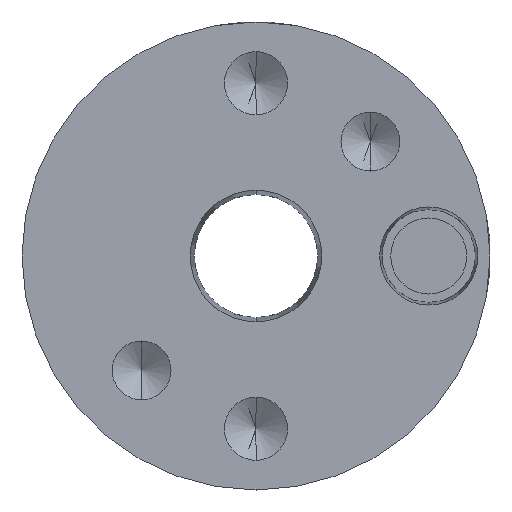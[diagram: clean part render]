
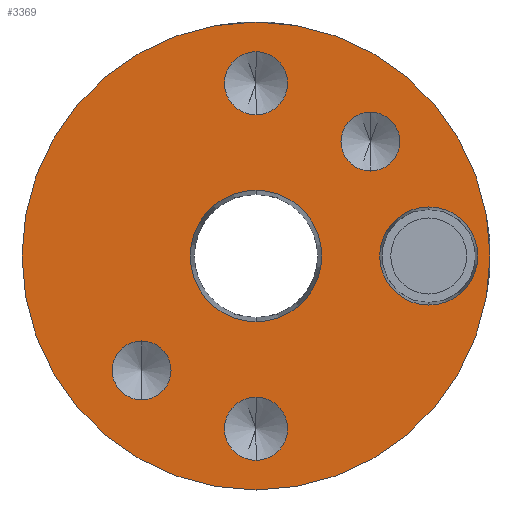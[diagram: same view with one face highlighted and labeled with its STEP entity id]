
A CAD part, front view. The second image highlights one B-rep face of the part: STEP entity #3369.
In plain terms, the highlighted planar face has unit normal (0, -1, 0).
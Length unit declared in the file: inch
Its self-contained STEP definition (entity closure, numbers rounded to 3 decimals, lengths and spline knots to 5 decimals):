
#6 = DIRECTION ( 'NONE',  ( 0., 0., -1. ) ) ;
#10 = DIRECTION ( 'NONE',  ( 0., -1., 0. ) ) ;
#12 = ORIENTED_EDGE ( 'NONE', *, *, #4977, .F. ) ;
#17 = ORIENTED_EDGE ( 'NONE', *, *, #2182, .F. ) ;
#22 = CARTESIAN_POINT ( 'NONE',  ( 0., 0., 0. ) ) ;
#49 = CARTESIAN_POINT ( 'NONE',  ( -0.36416, 0., -0.36416 ) ) ;
#100 = EDGE_LOOP ( 'NONE', ( #1229, #12 ) ) ;
#196 = AXIS2_PLACEMENT_3D ( 'NONE', #4506, #4955, #4902 ) ;
#263 = CIRCLE ( 'NONE', #1266, 0.09375 ) ;
#327 = ORIENTED_EDGE ( 'NONE', *, *, #4551, .F. ) ;
#338 = VERTEX_POINT ( 'NONE', #4853 ) ;
#435 = CIRCLE ( 'NONE', #3364, 0.09375 ) ;
#456 = CARTESIAN_POINT ( 'NONE',  ( 0.36416, 0., 0.45791 ) ) ;
#471 = FACE_BOUND ( 'NONE', #686, .T. ) ;
#609 = DIRECTION ( 'NONE',  ( 0., 0., -1. ) ) ;
#640 = CARTESIAN_POINT ( 'NONE',  ( 0., 0., 0.55 ) ) ;
#673 = CIRCLE ( 'NONE', #3350, 0.1005 ) ;
#686 = EDGE_LOOP ( 'NONE', ( #3601, #2149 ) ) ;
#759 = DIRECTION ( 'NONE',  ( 0., -1., 0. ) ) ;
#773 = DIRECTION ( 'NONE',  ( 0., -1., 0. ) ) ;
#813 = DIRECTION ( 'NONE',  ( 0., -1., 0. ) ) ;
#902 = PLANE ( 'NONE',  #4397 ) ;
#1039 = AXIS2_PLACEMENT_3D ( 'NONE', #2575, #2630, #4178 ) ;
#1093 = CARTESIAN_POINT ( 'NONE',  ( 0.55, 0., 0. ) ) ;
#1171 = EDGE_CURVE ( 'NONE', #3192, #4998, #2030, .T. ) ;
#1173 = DIRECTION ( 'NONE',  ( 0., 1., 0. ) ) ;
#1221 = DIRECTION ( 'NONE',  ( 0., -1., 0. ) ) ;
#1229 = ORIENTED_EDGE ( 'NONE', *, *, #5040, .F. ) ;
#1242 = DIRECTION ( 'NONE',  ( 0., -1., 0. ) ) ;
#1245 = CARTESIAN_POINT ( 'NONE',  ( 0., 0., -0.4495 ) ) ;
#1254 = DIRECTION ( 'NONE',  ( 0., -1., 0. ) ) ;
#1266 = AXIS2_PLACEMENT_3D ( 'NONE', #49, #1576, #6 ) ;
#1371 = CARTESIAN_POINT ( 'NONE',  ( 0.55, 0., -0.15625 ) ) ;
#1426 = VERTEX_POINT ( 'NONE', #1892 ) ;
#1474 = DIRECTION ( 'NONE',  ( 0., 0., 1. ) ) ;
#1475 = CIRCLE ( 'NONE', #4771, 0.745 ) ;
#1576 = DIRECTION ( 'NONE',  ( 0., -1., 0. ) ) ;
#1594 = DIRECTION ( 'NONE',  ( 0., 1., 0. ) ) ;
#1626 = DIRECTION ( 'NONE',  ( 0., 0., -1. ) ) ;
#1639 = CIRCLE ( 'NONE', #4585, 0.20931 ) ;
#1677 = AXIS2_PLACEMENT_3D ( 'NONE', #3226, #10, #3252 ) ;
#1686 = EDGE_LOOP ( 'NONE', ( #3877, #5136 ) ) ;
#1712 = EDGE_CURVE ( 'NONE', #4092, #2281, #1968, .T. ) ;
#1750 = VERTEX_POINT ( 'NONE', #456 ) ;
#1760 = CARTESIAN_POINT ( 'NONE',  ( 0., 0., 0.20931 ) ) ;
#1778 = CARTESIAN_POINT ( 'NONE',  ( 0., 0., 0.4495 ) ) ;
#1855 = VERTEX_POINT ( 'NONE', #1245 ) ;
#1892 = CARTESIAN_POINT ( 'NONE',  ( 0., 0., -0.6505 ) ) ;
#1944 = EDGE_CURVE ( 'NONE', #1426, #1855, #2592, .T. ) ;
#1968 = CIRCLE ( 'NONE', #3477, 0.20931 ) ;
#2003 = VERTEX_POINT ( 'NONE', #1778 ) ;
#2030 = CIRCLE ( 'NONE', #196, 0.15625 ) ;
#2043 = CIRCLE ( 'NONE', #1039, 0.1005 ) ;
#2069 = EDGE_CURVE ( 'NONE', #1855, #1426, #673, .T. ) ;
#2071 = FACE_OUTER_BOUND ( 'NONE', #2124, .T. ) ;
#2124 = EDGE_LOOP ( 'NONE', ( #327, #2583 ) ) ;
#2149 = ORIENTED_EDGE ( 'NONE', *, *, #1171, .F. ) ;
#2182 = EDGE_CURVE ( 'NONE', #4202, #338, #263, .T. ) ;
#2279 = DIRECTION ( 'NONE',  ( 0., 0., -1. ) ) ;
#2281 = VERTEX_POINT ( 'NONE', #2975 ) ;
#2309 = CIRCLE ( 'NONE', #3131, 0.09375 ) ;
#2516 = CARTESIAN_POINT ( 'NONE',  ( 0., 0., 0. ) ) ;
#2575 = CARTESIAN_POINT ( 'NONE',  ( 0., 0., 0.55 ) ) ;
#2583 = ORIENTED_EDGE ( 'NONE', *, *, #3813, .F. ) ;
#2592 = CIRCLE ( 'NONE', #1677, 0.1005 ) ;
#2616 = CIRCLE ( 'NONE', #2697, 0.09375 ) ;
#2630 = DIRECTION ( 'NONE',  ( 0., -1., 0. ) ) ;
#2671 = VERTEX_POINT ( 'NONE', #4207 ) ;
#2675 = DIRECTION ( 'NONE',  ( 0., 0., -1. ) ) ;
#2697 = AXIS2_PLACEMENT_3D ( 'NONE', #4836, #1254, #4025 ) ;
#2750 = EDGE_LOOP ( 'NONE', ( #4413, #3216 ) ) ;
#2813 = FACE_BOUND ( 'NONE', #2856, .T. ) ;
#2856 = EDGE_LOOP ( 'NONE', ( #3153, #4941 ) ) ;
#2875 = AXIS2_PLACEMENT_3D ( 'NONE', #22, #1594, #3923 ) ;
#2881 = AXIS2_PLACEMENT_3D ( 'NONE', #640, #5062, #609 ) ;
#2975 = CARTESIAN_POINT ( 'NONE',  ( 0., 0., -0.20931 ) ) ;
#3018 = VERTEX_POINT ( 'NONE', #4138 ) ;
#3119 = DIRECTION ( 'NONE',  ( 0., 0., -1. ) ) ;
#3131 = AXIS2_PLACEMENT_3D ( 'NONE', #5149, #773, #3892 ) ;
#3135 = CARTESIAN_POINT ( 'NONE',  ( 0., 0., 0.745 ) ) ;
#3139 = DIRECTION ( 'NONE',  ( 0., -1., 0. ) ) ;
#3153 = ORIENTED_EDGE ( 'NONE', *, *, #1944, .F. ) ;
#3192 = VERTEX_POINT ( 'NONE', #3454 ) ;
#3202 = EDGE_CURVE ( 'NONE', #1750, #5184, #2616, .T. ) ;
#3216 = ORIENTED_EDGE ( 'NONE', *, *, #1712, .F. ) ;
#3226 = CARTESIAN_POINT ( 'NONE',  ( 0., 0., -0.55 ) ) ;
#3231 = DIRECTION ( 'NONE',  ( 0., 0., -1. ) ) ;
#3237 = DIRECTION ( 'NONE',  ( 0., 0., -1. ) ) ;
#3252 = DIRECTION ( 'NONE',  ( 0., 0., -1. ) ) ;
#3350 = AXIS2_PLACEMENT_3D ( 'NONE', #4250, #3139, #2279 ) ;
#3364 = AXIS2_PLACEMENT_3D ( 'NONE', #3485, #4696, #2675 ) ;
#3369 = ADVANCED_FACE ( 'NONE', ( #4070, #4474, #3699, #2813, #471, #4502, #2071 ), #902, .T. ) ;
#3454 = CARTESIAN_POINT ( 'NONE',  ( 0.55, 0., 0.15625 ) ) ;
#3475 = EDGE_CURVE ( 'NONE', #338, #4202, #435, .T. ) ;
#3477 = AXIS2_PLACEMENT_3D ( 'NONE', #4418, #813, #1626 ) ;
#3485 = CARTESIAN_POINT ( 'NONE',  ( -0.36416, 0., -0.36416 ) ) ;
#3555 = EDGE_LOOP ( 'NONE', ( #17, #4470 ) ) ;
#3601 = ORIENTED_EDGE ( 'NONE', *, *, #4492, .F. ) ;
#3699 = FACE_BOUND ( 'NONE', #100, .T. ) ;
#3813 = EDGE_CURVE ( 'NONE', #2671, #3845, #4224, .T. ) ;
#3817 = CIRCLE ( 'NONE', #2881, 0.1005 ) ;
#3845 = VERTEX_POINT ( 'NONE', #3135 ) ;
#3877 = ORIENTED_EDGE ( 'NONE', *, *, #4027, .F. ) ;
#3892 = DIRECTION ( 'NONE',  ( 0., 0., -1. ) ) ;
#3923 = DIRECTION ( 'NONE',  ( 0., 0., 1. ) ) ;
#4025 = DIRECTION ( 'NONE',  ( 0., 0., -1. ) ) ;
#4027 = EDGE_CURVE ( 'NONE', #5184, #1750, #2309, .T. ) ;
#4070 = FACE_BOUND ( 'NONE', #3555, .T. ) ;
#4092 = VERTEX_POINT ( 'NONE', #1760 ) ;
#4138 = CARTESIAN_POINT ( 'NONE',  ( 0., 0., 0.6505 ) ) ;
#4178 = DIRECTION ( 'NONE',  ( 0., 0., -1. ) ) ;
#4202 = VERTEX_POINT ( 'NONE', #5097 ) ;
#4207 = CARTESIAN_POINT ( 'NONE',  ( 0., 0., -0.745 ) ) ;
#4224 = CIRCLE ( 'NONE', #2875, 0.745 ) ;
#4250 = CARTESIAN_POINT ( 'NONE',  ( 0., 0., -0.55 ) ) ;
#4299 = CARTESIAN_POINT ( 'NONE',  ( 0.36416, 0., 0.27041 ) ) ;
#4302 = EDGE_CURVE ( 'NONE', #2281, #4092, #1639, .T. ) ;
#4397 = AXIS2_PLACEMENT_3D ( 'NONE', #4824, #1221, #3237 ) ;
#4413 = ORIENTED_EDGE ( 'NONE', *, *, #4302, .F. ) ;
#4418 = CARTESIAN_POINT ( 'NONE',  ( 0., 0., 0. ) ) ;
#4470 = ORIENTED_EDGE ( 'NONE', *, *, #3475, .F. ) ;
#4474 = FACE_BOUND ( 'NONE', #1686, .T. ) ;
#4492 = EDGE_CURVE ( 'NONE', #4998, #3192, #4840, .T. ) ;
#4494 = AXIS2_PLACEMENT_3D ( 'NONE', #1093, #759, #3119 ) ;
#4502 = FACE_BOUND ( 'NONE', #2750, .T. ) ;
#4506 = CARTESIAN_POINT ( 'NONE',  ( 0.55, 0., 0. ) ) ;
#4551 = EDGE_CURVE ( 'NONE', #3845, #2671, #1475, .T. ) ;
#4585 = AXIS2_PLACEMENT_3D ( 'NONE', #2516, #1242, #3231 ) ;
#4696 = DIRECTION ( 'NONE',  ( 0., -1., 0. ) ) ;
#4771 = AXIS2_PLACEMENT_3D ( 'NONE', #5088, #1173, #1474 ) ;
#4824 = CARTESIAN_POINT ( 'NONE',  ( 0., 0., 0. ) ) ;
#4836 = CARTESIAN_POINT ( 'NONE',  ( 0.36416, 0., 0.36416 ) ) ;
#4840 = CIRCLE ( 'NONE', #4494, 0.15625 ) ;
#4853 = CARTESIAN_POINT ( 'NONE',  ( -0.36416, 0., -0.27041 ) ) ;
#4902 = DIRECTION ( 'NONE',  ( 0., 0., -1. ) ) ;
#4941 = ORIENTED_EDGE ( 'NONE', *, *, #2069, .F. ) ;
#4955 = DIRECTION ( 'NONE',  ( 0., -1., 0. ) ) ;
#4977 = EDGE_CURVE ( 'NONE', #3018, #2003, #2043, .T. ) ;
#4998 = VERTEX_POINT ( 'NONE', #1371 ) ;
#5040 = EDGE_CURVE ( 'NONE', #2003, #3018, #3817, .T. ) ;
#5062 = DIRECTION ( 'NONE',  ( 0., -1., 0. ) ) ;
#5088 = CARTESIAN_POINT ( 'NONE',  ( 0., 0., 0. ) ) ;
#5097 = CARTESIAN_POINT ( 'NONE',  ( -0.36416, 0., -0.45791 ) ) ;
#5136 = ORIENTED_EDGE ( 'NONE', *, *, #3202, .F. ) ;
#5149 = CARTESIAN_POINT ( 'NONE',  ( 0.36416, 0., 0.36416 ) ) ;
#5184 = VERTEX_POINT ( 'NONE', #4299 ) ;
